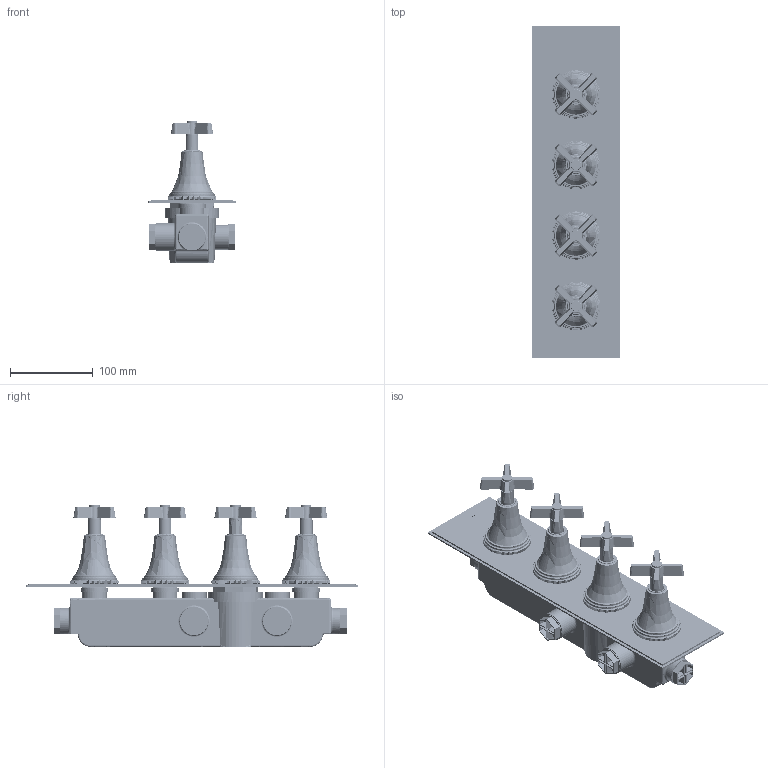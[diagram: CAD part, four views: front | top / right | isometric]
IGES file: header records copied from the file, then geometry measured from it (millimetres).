
Global section: file name: V606-TX; native system: Autodesk Inventor 2018; preprocessor: unknown; author: rclarke; date: 20171021.111409; units: millimetre
Bounding box: 105 x 400 x 170.6 mm (x, y, z)
Volume: 1297873.1 mm3; surface area: 469815.4 mm2
Topology: 87 solids, 104 shells, 5892 faces, 14804 edges, 9311 vertices
Faces by surface type: bspline 5892
